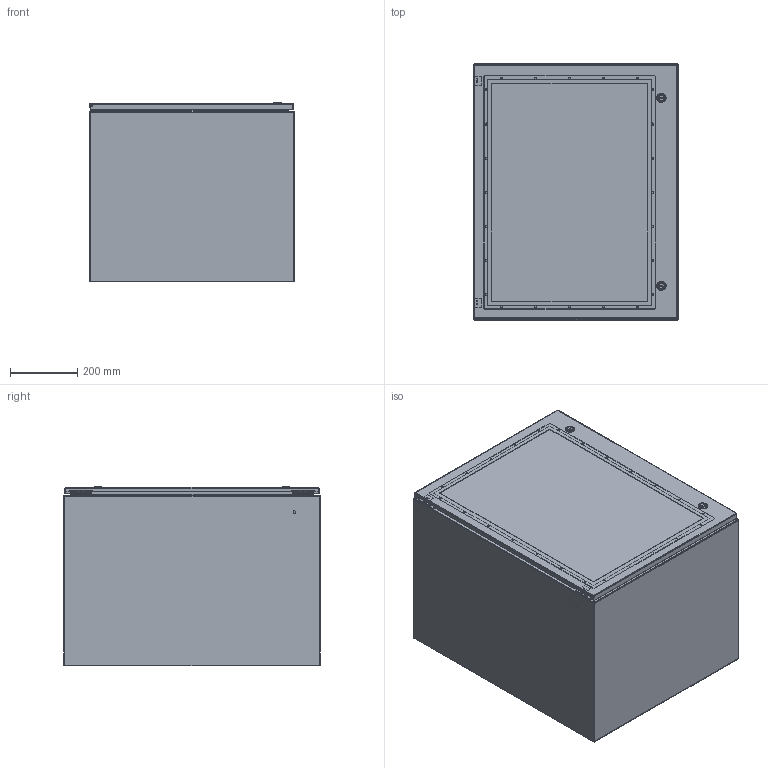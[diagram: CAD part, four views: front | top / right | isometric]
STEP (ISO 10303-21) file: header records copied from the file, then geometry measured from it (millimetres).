
FILE_DESCRIPTION((''),'2;1');
FILE_NAME('N412302420WSSC.iam.stp','2011-09-15T09:42:29',(''),(''),'Autodesk Inventor 2011','Autodesk Inventor 2011','');
FILE_SCHEMA(('AUTOMOTIVE_DESIGN { 1 0 10303 214 1 1 1 1 }'));
Length unit declared in the file: inch
Products named in the file (32): N412302420WSSC; N4123024WSSCLID; 36823; 36825; 35379; 388148; HFW388176; 35123; 1000-229_prt; 1000-u156_asm; 1000-102A-AA; 1000-02; 1000-23; 1000-u630_asm; 1000-318-PF; 1000-03-PG; 1000-24; 1000-277-01PI; N412302420WSSCBTB; N4123020WSSCRS; N4123020WSSCLS; 349117; 38846; HFW3161; HFW328176; 17376 PIN; 17380 SCREW; 17723 BOX LEAF; 17723-UTI BRACKET; 17910 SEALING WASHER; HFW328175; 388151
Assembly tree (87 placements, depth 4):
  N412302420WSSC
    N4123024WSSCLID
    36823  x2
    36825  x2
    35379
    388148  x23
    HFW388176
    35123  x2
      1000-229_prt
      1000-u156_asm
        1000-102A-AA
        1000-02
        1000-23
      1000-u630_asm
        1000-318-PF
        1000-03-PG
        1000-24
        1000-277-01PI
    N412302420WSSCBTB
    N4123020WSSCRS
    N4123020WSSCLS
    349117  x24
    38846
    HFW3161  x2
    HFW328176  x2
      17376 PIN
      17380 SCREW
      17723 BOX LEAF
      17723-UTI BRACKET
      17910 SEALING WASHER
    HFW328175  x2
    388151  x4
Bounding box: 609.6 x 762 x 535.3 mm (x, y, z)
Volume: 6274679.4 mm3; surface area: 5163188.1 mm2
Topology: 96 solids, 96 shells, 2506 faces, 5806 edges, 3527 vertices
Faces by surface type: plane 1041, cylinder 684, cone 553, bspline 142, torus 86
Full cylindrical faces by diameter (mm): 2.362 x4, 3.175 x2, 3.317 x68, 3.861 x4, 3.962 x26, 4.166 x68, 4.25 x4, 4.366 x4, 4.572 x4, 4.762 x4, 4.826 x24, 5 x2, 5.5 x2, 6.35 x10, 6.414 x23, 6.502 x4, 6.985 x4, 7.144 x24, 7.62 x4, 8 x2, 8.128 x4, 8.56 x1, 9.144 x4, 9.9 x2, 10 x2, 10.2 x2, 11.113 x4, 12.8 x2, 13.5 x2, 14.3 x4
Entity records: 34675 total; most frequent: CARTESIAN_POINT 12240, DIRECTION 4401, ORIENTED_EDGE 4094, EDGE_CURVE 2047, AXIS2_PLACEMENT_3D 1612, VERTEX_POINT 1347, EDGE_LOOP 1210, VECTOR 1177
